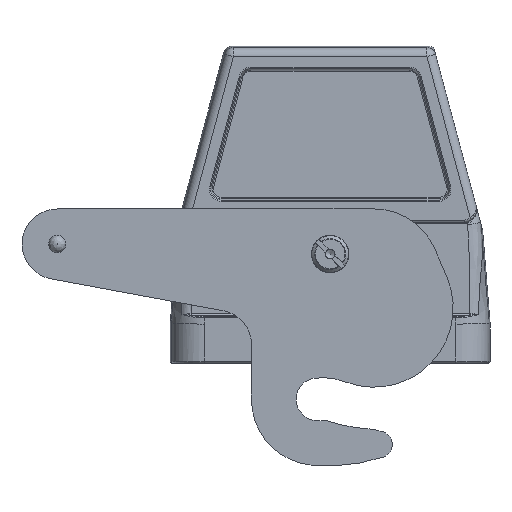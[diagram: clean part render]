
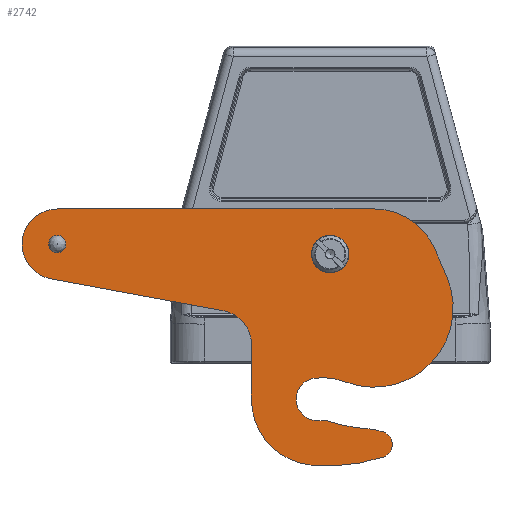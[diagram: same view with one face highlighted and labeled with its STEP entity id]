
A CAD part, front view. The second image highlights one B-rep face of the part: STEP entity #2742.
In plain terms, the highlighted planar face has unit normal (0, -1, 0).
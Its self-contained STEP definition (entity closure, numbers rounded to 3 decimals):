
#1378=FACE_BOUND('',#3822,.T.);
#1379=FACE_BOUND('',#3823,.T.);
#1380=FACE_BOUND('',#3824,.T.);
#2001=CIRCLE('',#10982,15.);
#2003=CIRCLE('',#10985,35.);
#2005=CIRCLE('',#10988,5.);
#2007=CIRCLE('',#10991,4.85);
#2009=CIRCLE('',#10994,15.);
#2011=CIRCLE('',#10997,18.);
#2013=CIRCLE('',#11001,15.);
#2015=CIRCLE('',#11005,8.);
#2017=CIRCLE('',#11009,8.);
#2019=CIRCLE('',#11013,15.);
#2021=CIRCLE('',#11016,40.);
#2024=CIRCLE('',#11020,2.8);
#2025=CIRCLE('',#11022,3.);
#2027=CIRCLE('',#11026,1.975);
#2220=PLANE('',#11027);
#2742=ADVANCED_FACE('',(#1378,#1379,#1380),#2220,.T.);
#3822=EDGE_LOOP('',(#7449));
#3823=EDGE_LOOP('',(#7450,#7451,#7452,#7453,#7454,#7455,#7456,#7457,#7458,
#7459,#7460,#7461,#7462,#7463,#7464,#7465));
#3824=EDGE_LOOP('',(#7466));
#4401=LINE('',#20369,#4989);
#4405=LINE('',#20381,#4993);
#4409=LINE('',#20393,#4997);
#4413=LINE('',#20405,#5001);
#4989=VECTOR('',#13327,1.);
#4993=VECTOR('',#13339,1.);
#4997=VECTOR('',#13351,1.);
#5001=VECTOR('',#13363,1.);
#7449=ORIENTED_EDGE('',*,*,#9488,.F.);
#7450=ORIENTED_EDGE('',*,*,#9438,.T.);
#7451=ORIENTED_EDGE('',*,*,#9442,.T.);
#7452=ORIENTED_EDGE('',*,*,#9445,.T.);
#7453=ORIENTED_EDGE('',*,*,#9448,.T.);
#7454=ORIENTED_EDGE('',*,*,#9451,.T.);
#7455=ORIENTED_EDGE('',*,*,#9454,.T.);
#7456=ORIENTED_EDGE('',*,*,#9457,.T.);
#7457=ORIENTED_EDGE('',*,*,#9460,.T.);
#7458=ORIENTED_EDGE('',*,*,#9463,.T.);
#7459=ORIENTED_EDGE('',*,*,#9466,.T.);
#7460=ORIENTED_EDGE('',*,*,#9469,.T.);
#7461=ORIENTED_EDGE('',*,*,#9472,.T.);
#7462=ORIENTED_EDGE('',*,*,#9475,.T.);
#7463=ORIENTED_EDGE('',*,*,#9478,.T.);
#7464=ORIENTED_EDGE('',*,*,#9481,.T.);
#7465=ORIENTED_EDGE('',*,*,#9486,.T.);
#7466=ORIENTED_EDGE('',*,*,#9485,.T.);
#8221=VERTEX_POINT('',#20331);
#8222=VERTEX_POINT('',#20332);
#8225=VERTEX_POINT('',#20340);
#8227=VERTEX_POINT('',#20346);
#8229=VERTEX_POINT('',#20352);
#8231=VERTEX_POINT('',#20358);
#8233=VERTEX_POINT('',#20364);
#8235=VERTEX_POINT('',#20370);
#8237=VERTEX_POINT('',#20376);
#8239=VERTEX_POINT('',#20382);
#8241=VERTEX_POINT('',#20388);
#8243=VERTEX_POINT('',#20394);
#8245=VERTEX_POINT('',#20400);
#8247=VERTEX_POINT('',#20406);
#8249=VERTEX_POINT('',#20412);
#8251=VERTEX_POINT('',#20418);
#8254=VERTEX_POINT('',#20426);
#8255=VERTEX_POINT('',#20433);
#9438=EDGE_CURVE('',#8221,#8222,#2001,.T.);
#9442=EDGE_CURVE('',#8222,#8225,#2003,.T.);
#9445=EDGE_CURVE('',#8225,#8227,#2005,.T.);
#9448=EDGE_CURVE('',#8227,#8229,#2007,.T.);
#9451=EDGE_CURVE('',#8229,#8231,#2009,.T.);
#9454=EDGE_CURVE('',#8231,#8233,#2011,.T.);
#9457=EDGE_CURVE('',#8233,#8235,#4401,.T.);
#9460=EDGE_CURVE('',#8235,#8237,#2013,.T.);
#9463=EDGE_CURVE('',#8237,#8239,#4405,.T.);
#9466=EDGE_CURVE('',#8239,#8241,#2015,.T.);
#9469=EDGE_CURVE('',#8241,#8243,#4409,.T.);
#9472=EDGE_CURVE('',#8243,#8245,#2017,.T.);
#9475=EDGE_CURVE('',#8245,#8247,#4413,.T.);
#9478=EDGE_CURVE('',#8247,#8249,#2019,.T.);
#9481=EDGE_CURVE('',#8249,#8251,#2021,.T.);
#9485=EDGE_CURVE('',#8254,#8254,#2024,.T.);
#9486=EDGE_CURVE('',#8251,#8221,#2025,.T.);
#9488=EDGE_CURVE('',#8255,#8255,#2027,.T.);
#10982=AXIS2_PLACEMENT_3D('',#20330,#13284,#13285);
#10985=AXIS2_PLACEMENT_3D('',#20339,#13292,#13293);
#10988=AXIS2_PLACEMENT_3D('',#20345,#13299,#13300);
#10991=AXIS2_PLACEMENT_3D('',#20351,#13306,#13307);
#10994=AXIS2_PLACEMENT_3D('',#20357,#13313,#13314);
#10997=AXIS2_PLACEMENT_3D('',#20363,#13320,#13321);
#11001=AXIS2_PLACEMENT_3D('',#20375,#13332,#13333);
#11005=AXIS2_PLACEMENT_3D('',#20387,#13344,#13345);
#11009=AXIS2_PLACEMENT_3D('',#20399,#13356,#13357);
#11013=AXIS2_PLACEMENT_3D('',#20411,#13368,#13369);
#11016=AXIS2_PLACEMENT_3D('',#20417,#13375,#13376);
#11020=AXIS2_PLACEMENT_3D('',#20425,#13384,#13385);
#11022=AXIS2_PLACEMENT_3D('',#20428,#13388,#13389);
#11026=AXIS2_PLACEMENT_3D('',#20432,#13396,#13397);
#11027=AXIS2_PLACEMENT_3D('',#20434,#13398,#13399);
#13284=DIRECTION('',(0.,-1.,0.));
#13285=DIRECTION('',(-1.,0.,0.004));
#13292=DIRECTION('',(0.,1.,0.));
#13293=DIRECTION('',(-1.,0.,0.004));
#13299=DIRECTION('',(0.,-1.,0.));
#13300=DIRECTION('',(-1.,0.,0.004));
#13306=DIRECTION('',(0.,1.,0.));
#13307=DIRECTION('',(-1.,0.,0.004));
#13313=DIRECTION('',(0.,1.,0.));
#13314=DIRECTION('',(-0.107,0.,0.994));
#13320=DIRECTION('',(0.,-1.,0.));
#13321=DIRECTION('',(0.918,0.,0.396));
#13327=DIRECTION('',(-0.396,0.,0.918));
#13332=DIRECTION('',(0.,-1.,0.));
#13333=DIRECTION('',(0.,0.,1.));
#13339=DIRECTION('',(-1.,0.,0.));
#13344=DIRECTION('',(0.,-1.,0.));
#13345=DIRECTION('',(-1.,0.,0.004));
#13351=DIRECTION('',(0.983,0.,-0.182));
#13356=DIRECTION('',(0.,1.,0.));
#13357=DIRECTION('',(0.182,0.,0.983));
#13363=DIRECTION('',(-0.004,0.,-1.));
#13368=DIRECTION('',(0.,-1.,0.));
#13369=DIRECTION('',(-0.097,0.,-0.995));
#13375=DIRECTION('',(0.,-1.,0.));
#13376=DIRECTION('',(0.313,0.,-0.95));
#13384=DIRECTION('',(0.,1.,0.));
#13385=DIRECTION('',(-1.,0.,0.004));
#13388=DIRECTION('',(0.,-1.,0.));
#13389=DIRECTION('',(-1.,0.,0.004));
#13396=DIRECTION('',(0.,-1.,0.));
#13397=DIRECTION('',(0.,0.,-1.));
#13398=DIRECTION('',(0.,-1.,0.));
#13399=DIRECTION('',(1.,0.,-0.004));
#20330=CARTESIAN_POINT('',(7.329,-26.,-38.982));
#20331=CARTESIAN_POINT('',(12.068,-26.,-24.75));
#20332=CARTESIAN_POINT('',(8.334,-26.,-24.016));
#20339=CARTESIAN_POINT('',(10.68,-26.,10.905));
#20340=CARTESIAN_POINT('',(-0.18,-26.,-22.367));
#20345=CARTESIAN_POINT('',(-1.731,-26.,-27.12));
#20346=CARTESIAN_POINT('',(-2.318,-26.,-22.155));
#20351=CARTESIAN_POINT('',(-2.888,-26.,-17.338));
#20352=CARTESIAN_POINT('',(-3.408,-26.,-12.516));
#20357=CARTESIAN_POINT('',(-1.799,-26.,-27.43));
#20358=CARTESIAN_POINT('',(3.541,-26.,-13.412));
#20363=CARTESIAN_POINT('',(9.949,-26.,3.408));
#20364=CARTESIAN_POINT('',(26.476,-26.,10.54));
#20369=CARTESIAN_POINT('',(26.476,-26.,10.54));
#20370=CARTESIAN_POINT('',(23.753,-26.,16.851));
#20375=CARTESIAN_POINT('',(9.98,-26.,10.908));
#20376=CARTESIAN_POINT('',(9.98,-26.,25.908));
#20381=CARTESIAN_POINT('',(9.98,-26.,25.908));
#20382=CARTESIAN_POINT('',(-61.991,-26.,25.908));
#20387=CARTESIAN_POINT('',(-61.991,-26.,17.908));
#20388=CARTESIAN_POINT('',(-63.449,-26.,10.042));
#20393=CARTESIAN_POINT('',(-63.449,-26.,10.042));
#20394=CARTESIAN_POINT('',(-24.379,-26.,2.803));
#20399=CARTESIAN_POINT('',(-25.837,-26.,-5.063));
#20400=CARTESIAN_POINT('',(-17.837,-26.,-5.097));
#20405=CARTESIAN_POINT('',(-17.837,-26.,-5.097));
#20406=CARTESIAN_POINT('',(-17.887,-26.,-17.276));
#20411=CARTESIAN_POINT('',(-2.888,-26.,-17.338));
#20412=CARTESIAN_POINT('',(-4.343,-26.,-32.267));
#20417=CARTESIAN_POINT('',(-0.462,-26.,7.544));
#20418=CARTESIAN_POINT('',(12.059,-26.,-30.446));
#20425=CARTESIAN_POINT('',(0.,-26.,15.65));
#20426=CARTESIAN_POINT('',(-2.8,-26.,15.662));
#20428=CARTESIAN_POINT('',(11.12,-26.,-27.597));
#20432=CARTESIAN_POINT('',(-61.991,-26.,17.908));
#20433=CARTESIAN_POINT('',(-61.991,-26.,15.933));
#20434=CARTESIAN_POINT('',(7.329,-26.,-38.982));
